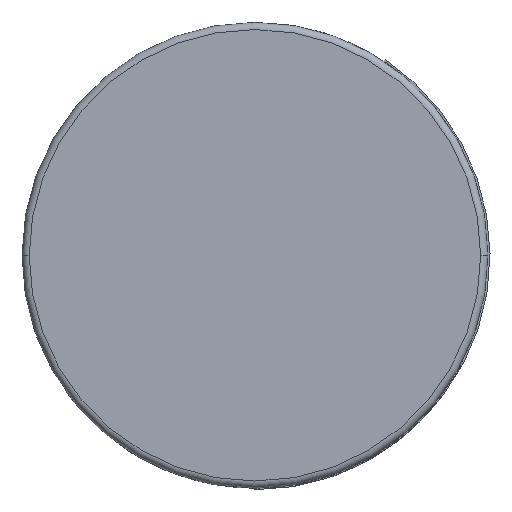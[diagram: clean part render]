
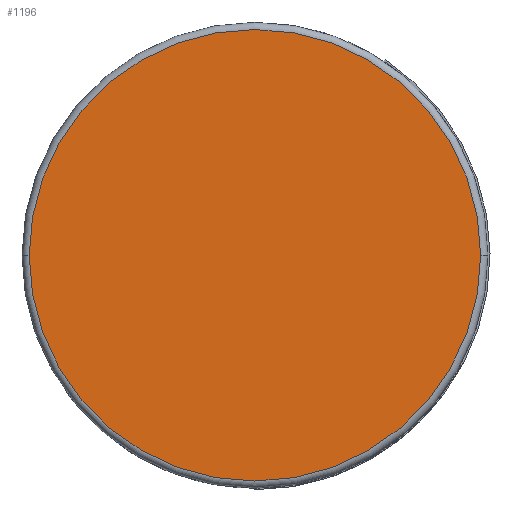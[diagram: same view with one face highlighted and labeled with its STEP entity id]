
A CAD part, front view. The second image highlights one B-rep face of the part: STEP entity #1196.
In plain terms, the highlighted planar face has unit normal (0, -1, 0).
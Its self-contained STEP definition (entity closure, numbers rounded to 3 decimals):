
#564=CARTESIAN_POINT('',(0.,0.,0.));
#565=DIRECTION('',(0.,-1.,0.));
#566=DIRECTION('',(1.,0.,0.));
#567=AXIS2_PLACEMENT_3D('',#564,#565,#566);
#572=CARTESIAN_POINT('',(0.,0.,0.));
#573=DIRECTION('',(0.,-1.,0.));
#574=DIRECTION('',(-1.,0.,0.));
#575=AXIS2_PLACEMENT_3D('',#572,#573,#574);
#668=CARTESIAN_POINT('',(31.5,0.,0.));
#669=CARTESIAN_POINT('',(-31.5,0.,
0.));
#670=VERTEX_POINT('',#668);
#671=VERTEX_POINT('',#669);
#1186=CARTESIAN_POINT('',(0.,0.,0.));
#1187=DIRECTION('',(0.,1.,0.));
#1188=DIRECTION('',(1.,0.,0.));
#1189=AXIS2_PLACEMENT_3D('',#1186,#1187,#1188);
#1190=PLANE('',#1189);
#1191=ORIENTED_EDGE('',*,*,#1176,.F.);
#1193=ORIENTED_EDGE('',*,*,#1192,.F.);
#1194=EDGE_LOOP('',(#1191,#1193));
#1195=FACE_OUTER_BOUND('',#1194,.F.);
#1196=ADVANCED_FACE('',(#1195),#1190,.F.);
#568=CIRCLE('',#567,31.5);
#576=CIRCLE('',#575,31.5);
#1176=EDGE_CURVE('',#670,#671,#568,.T.);
#1192=EDGE_CURVE('',#671,#670,#576,.T.);
